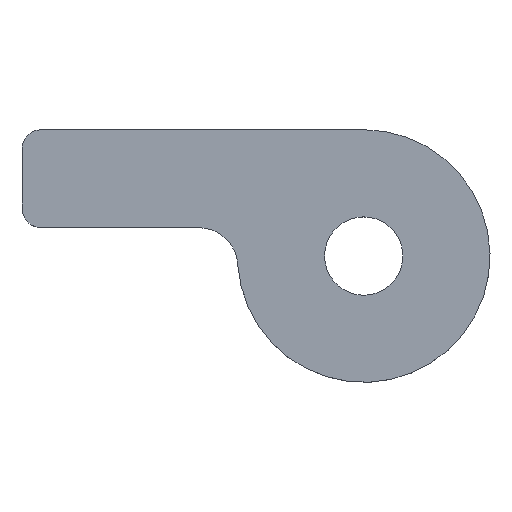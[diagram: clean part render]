
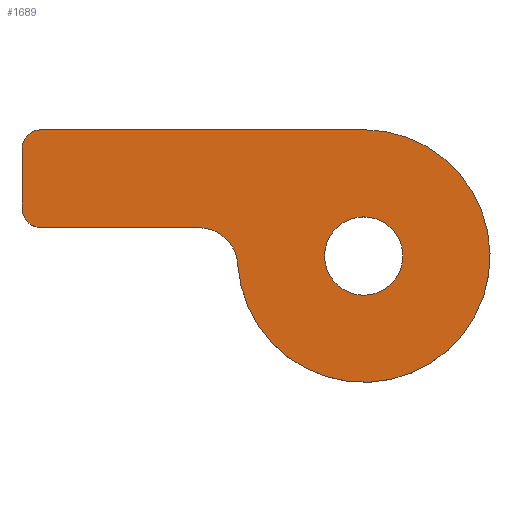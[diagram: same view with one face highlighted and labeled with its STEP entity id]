
A CAD part, top view. The second image highlights one B-rep face of the part: STEP entity #1689.
In plain terms, the highlighted planar face has unit normal (0, 0, 1).
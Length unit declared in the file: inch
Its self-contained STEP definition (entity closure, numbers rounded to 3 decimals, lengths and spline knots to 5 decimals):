
#74 = EDGE_CURVE ( 'NONE', #2610, #2005, #2816, .T. ) ;
#140 = CARTESIAN_POINT ( 'NONE',  ( -0.225, -0.435, 0.0625 ) ) ;
#163 = EDGE_CURVE ( 'NONE', #1535, #1972, #413, .T. ) ;
#195 = AXIS2_PLACEMENT_3D ( 'NONE', #2425, #1952, #2692 ) ;
#211 = EDGE_CURVE ( 'NONE', #599, #2517, #1669, .T. ) ;
#228 = FACE_BOUND ( 'NONE', #2611, .T. ) ;
#257 = ORIENTED_EDGE ( 'NONE', *, *, #3176, .T. ) ;
#313 = CARTESIAN_POINT ( 'NONE',  ( -0.275, -0.285, 0.0625 ) ) ;
#320 = LINE ( 'NONE', #1057, #2188 ) ;
#345 = CARTESIAN_POINT ( 'NONE',  ( -0.275, -0.435, 0.0625 ) ) ;
#358 = EDGE_CURVE ( 'NONE', #1989, #2517, #1339, .T. ) ;
#404 = EDGE_CURVE ( 'NONE', #599, #1535, #320, .T. ) ;
#413 = CIRCLE ( 'NONE', #1707, 0.05 ) ;
#444 = DIRECTION ( 'NONE',  ( -1., 0., 0. ) ) ;
#465 = AXIS2_PLACEMENT_3D ( 'NONE', #3123, #3082, #842 ) ;
#537 = LINE ( 'NONE', #1526, #694 ) ;
#541 = EDGE_CURVE ( 'NONE', #2005, #2610, #3024, .T. ) ;
#576 = LINE ( 'NONE', #1559, #1137 ) ;
#586 = CARTESIAN_POINT ( 'NONE',  ( 0.27568, -0.57849, 0.0625 ) ) ;
#599 = VERTEX_POINT ( 'NONE', #897 ) ;
#694 = VECTOR ( 'NONE', #1192, 39.37008 ) ;
#702 = ORIENTED_EDGE ( 'NONE', *, *, #1950, .T. ) ;
#773 = DIRECTION ( 'NONE',  ( 0., 0., 1. ) ) ;
#813 = ORIENTED_EDGE ( 'NONE', *, *, #211, .F. ) ;
#842 = DIRECTION ( 'NONE',  ( 1., 0., 0. ) ) ;
#858 = CARTESIAN_POINT ( 'NONE',  ( 0.5975, -0.5575, 0.0625 ) ) ;
#897 = CARTESIAN_POINT ( 'NONE',  ( 0.5975, -0.235, 0.0625 ) ) ;
#918 = DIRECTION ( 'NONE',  ( 0., 0., 1. ) ) ;
#937 = CARTESIAN_POINT ( 'NONE',  ( 0.6975, -0.5575, 0.0625 ) ) ;
#983 = VERTEX_POINT ( 'NONE', #1112 ) ;
#1057 = CARTESIAN_POINT ( 'NONE',  ( 0.275, -0.235, 0.0625 ) ) ;
#1071 = ORIENTED_EDGE ( 'NONE', *, *, #358, .T. ) ;
#1112 = CARTESIAN_POINT ( 'NONE',  ( -0.225, -0.485, 0.0625 ) ) ;
#1137 = VECTOR ( 'NONE', #2365, 39.37008 ) ;
#1184 = VERTEX_POINT ( 'NONE', #345 ) ;
#1192 = DIRECTION ( 'NONE',  ( 0., -1., 0. ) ) ;
#1202 = EDGE_LOOP ( 'NONE', ( #2929, #257, #702, #1071, #813, #2444, #2334 ) ) ;
#1314 = DIRECTION ( 'NONE',  ( -1., 0., 0. ) ) ;
#1339 = CIRCLE ( 'NONE', #465, 0.1 ) ;
#1394 = AXIS2_PLACEMENT_3D ( 'NONE', #140, #918, #1900 ) ;
#1470 = EDGE_CURVE ( 'NONE', #1972, #1184, #537, .T. ) ;
#1525 = ORIENTED_EDGE ( 'NONE', *, *, #74, .T. ) ;
#1526 = CARTESIAN_POINT ( 'NONE',  ( -0.275, -0.235, 0.0625 ) ) ;
#1535 = VERTEX_POINT ( 'NONE', #2988 ) ;
#1545 = DIRECTION ( 'NONE',  ( -1., 0., 0. ) ) ;
#1559 = CARTESIAN_POINT ( 'NONE',  ( -0.275, -0.485, 0.0625 ) ) ;
#1612 = ORIENTED_EDGE ( 'NONE', *, *, #541, .T. ) ;
#1669 = CIRCLE ( 'NONE', #2778, 0.3225 ) ;
#1689 = ADVANCED_FACE ( 'NONE', ( #228, #1995 ), #2232, .T. ) ;
#1707 = AXIS2_PLACEMENT_3D ( 'NONE', #3025, #773, #1777 ) ;
#1733 = DIRECTION ( 'NONE',  ( 1., 0., 0. ) ) ;
#1777 = DIRECTION ( 'NONE',  ( 1., 0., 0. ) ) ;
#1900 = DIRECTION ( 'NONE',  ( 1., 0., 0. ) ) ;
#1950 = EDGE_CURVE ( 'NONE', #983, #1989, #576, .T. ) ;
#1952 = DIRECTION ( 'NONE',  ( 0., 0., -1. ) ) ;
#1972 = VERTEX_POINT ( 'NONE', #313 ) ;
#1989 = VERTEX_POINT ( 'NONE', #2599 ) ;
#1995 = FACE_OUTER_BOUND ( 'NONE', #1202, .T. ) ;
#2005 = VERTEX_POINT ( 'NONE', #937 ) ;
#2136 = AXIS2_PLACEMENT_3D ( 'NONE', #2942, #2899, #444 ) ;
#2188 = VECTOR ( 'NONE', #1314, 39.37008 ) ;
#2232 = PLANE ( 'NONE',  #2503 ) ;
#2334 = ORIENTED_EDGE ( 'NONE', *, *, #163, .T. ) ;
#2365 = DIRECTION ( 'NONE',  ( 1., 0., 0. ) ) ;
#2425 = CARTESIAN_POINT ( 'NONE',  ( 0.5975, -0.5575, 0.0625 ) ) ;
#2426 = CARTESIAN_POINT ( 'NONE',  ( 0.4975, -0.5575, 0.0625 ) ) ;
#2444 = ORIENTED_EDGE ( 'NONE', *, *, #404, .T. ) ;
#2503 = AXIS2_PLACEMENT_3D ( 'NONE', #2701, #2985, #1733 ) ;
#2517 = VERTEX_POINT ( 'NONE', #586 ) ;
#2599 = CARTESIAN_POINT ( 'NONE',  ( 0.1759, -0.485, 0.0625 ) ) ;
#2610 = VERTEX_POINT ( 'NONE', #2426 ) ;
#2611 = EDGE_LOOP ( 'NONE', ( #1525, #1612 ) ) ;
#2692 = DIRECTION ( 'NONE',  ( -1., 0., 0. ) ) ;
#2701 = CARTESIAN_POINT ( 'NONE',  ( 0., 0., 0.0625 ) ) ;
#2778 = AXIS2_PLACEMENT_3D ( 'NONE', #858, #3097, #1545 ) ;
#2816 = CIRCLE ( 'NONE', #2136, 0.1 ) ;
#2899 = DIRECTION ( 'NONE',  ( 0., 0., -1. ) ) ;
#2929 = ORIENTED_EDGE ( 'NONE', *, *, #1470, .T. ) ;
#2942 = CARTESIAN_POINT ( 'NONE',  ( 0.5975, -0.5575, 0.0625 ) ) ;
#2985 = DIRECTION ( 'NONE',  ( 0., 0., 1. ) ) ;
#2988 = CARTESIAN_POINT ( 'NONE',  ( -0.225, -0.235, 0.0625 ) ) ;
#3024 = CIRCLE ( 'NONE', #195, 0.1 ) ;
#3025 = CARTESIAN_POINT ( 'NONE',  ( -0.225, -0.285, 0.0625 ) ) ;
#3082 = DIRECTION ( 'NONE',  ( 0., 0., -1. ) ) ;
#3097 = DIRECTION ( 'NONE',  ( 0., 0., -1. ) ) ;
#3123 = CARTESIAN_POINT ( 'NONE',  ( 0.1759, -0.585, 0.0625 ) ) ;
#3176 = EDGE_CURVE ( 'NONE', #1184, #983, #3199, .T. ) ;
#3199 = CIRCLE ( 'NONE', #1394, 0.05 ) ;
